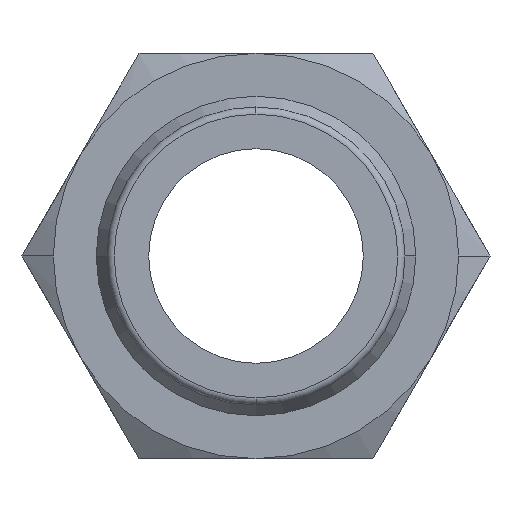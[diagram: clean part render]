
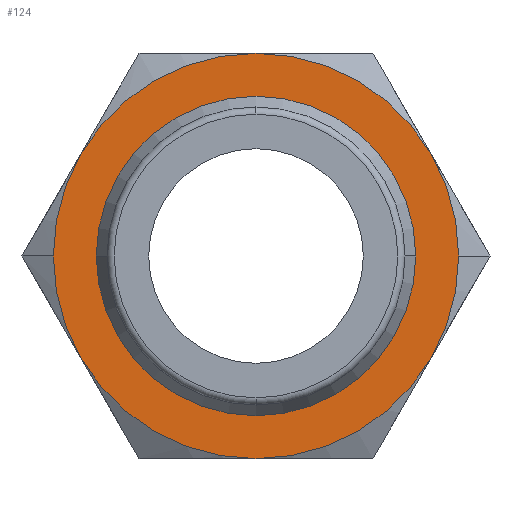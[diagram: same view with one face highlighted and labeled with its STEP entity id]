
A CAD part, front view. The second image highlights one B-rep face of the part: STEP entity #124.
In plain terms, the highlighted planar face has unit normal (0, -1, 0).
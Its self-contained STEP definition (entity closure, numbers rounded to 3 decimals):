
#124=ADVANCED_FACE('',(#258,#259),#260,.T.);
#258=FACE_OUTER_BOUND('',#401,.T.);
#259=FACE_BOUND('',#402,.T.);
#260=PLANE('',#403);
#401=EDGE_LOOP('',(#680,#681,#682,#683,#684,#685,#686,#687));
#402=EDGE_LOOP('',(#688,#689));
#403=AXIS2_PLACEMENT_3D('',#690,#691,#692);
#680=ORIENTED_EDGE('',*,*,#928,.T.);
#681=ORIENTED_EDGE('',*,*,#929,.T.);
#682=ORIENTED_EDGE('',*,*,#930,.T.);
#683=ORIENTED_EDGE('',*,*,#879,.T.);
#684=ORIENTED_EDGE('',*,*,#846,.T.);
#685=ORIENTED_EDGE('',*,*,#931,.T.);
#686=ORIENTED_EDGE('',*,*,#831,.T.);
#687=ORIENTED_EDGE('',*,*,#911,.T.);
#688=ORIENTED_EDGE('',*,*,#932,.F.);
#689=ORIENTED_EDGE('',*,*,#914,.F.);
#690=CARTESIAN_POINT('',(-4.25,14.0,0.0));
#691=DIRECTION('',(0.,-1.0,0.0));
#692=DIRECTION('',(-1.0,0.,0.0));
#831=EDGE_CURVE('',#981,#979,#982,.T.);
#846=EDGE_CURVE('',#1006,#1004,#1007,.T.);
#879=EDGE_CURVE('',#1023,#1006,#1059,.T.);
#911=EDGE_CURVE('',#979,#994,#1099,.T.);
#914=EDGE_CURVE('',#1101,#1103,#1104,.T.);
#928=EDGE_CURVE('',#994,#1120,#1121,.T.);
#929=EDGE_CURVE('',#1120,#1122,#1123,.T.);
#930=EDGE_CURVE('',#1122,#1023,#1124,.T.);
#931=EDGE_CURVE('',#1004,#981,#1125,.T.);
#932=EDGE_CURVE('',#1103,#1101,#1126,.T.);
#979=VERTEX_POINT('',#1177);
#981=VERTEX_POINT('',#1190);
#982=CIRCLE('',#1191,8.5);
#994=VERTEX_POINT('',#1228);
#1004=VERTEX_POINT('',#1263);
#1006=VERTEX_POINT('',#1266);
#1007=CIRCLE('',#1267,8.5);
#1023=VERTEX_POINT('',#1294);
#1059=CIRCLE('',#1372,8.5);
#1099=CIRCLE('',#1431,8.5);
#1101=VERTEX_POINT('',#1433);
#1103=VERTEX_POINT('',#1436);
#1104=CIRCLE('',#1437,6.7);
#1120=VERTEX_POINT('',#1458);
#1121=CIRCLE('',#1459,8.5);
#1122=VERTEX_POINT('',#1460);
#1123=CIRCLE('',#1461,8.5);
#1124=CIRCLE('',#1462,8.5);
#1125=CIRCLE('',#1463,8.5);
#1126=CIRCLE('',#1464,6.7);
#1177=CARTESIAN_POINT('',(0.,14.0,8.5));
#1190=CARTESIAN_POINT('',(7.361,14.0,4.25));
#1191=AXIS2_PLACEMENT_3D('',#1534,#1535,#1536);
#1228=CARTESIAN_POINT('',(-7.361,14.0,4.25));
#1263=CARTESIAN_POINT('',(8.5,14.0,0.));
#1266=CARTESIAN_POINT('',(7.361,14.0,-4.25));
#1267=AXIS2_PLACEMENT_3D('',#1544,#1545,#1546);
#1294=CARTESIAN_POINT('',(0.,14.0,-8.5));
#1372=AXIS2_PLACEMENT_3D('',#1592,#1593,#1594);
#1431=AXIS2_PLACEMENT_3D('',#1639,#1640,#1641);
#1433=CARTESIAN_POINT('',(6.7,14.0,0.));
#1436=CARTESIAN_POINT('',(-6.7,14.0,0.));
#1437=AXIS2_PLACEMENT_3D('',#1643,#1644,#1645);
#1458=CARTESIAN_POINT('',(-8.5,14.0,0.));
#1459=AXIS2_PLACEMENT_3D('',#1660,#1661,#1662);
#1460=CARTESIAN_POINT('',(-7.361,14.0,-4.25));
#1461=AXIS2_PLACEMENT_3D('',#1663,#1664,#1665);
#1462=AXIS2_PLACEMENT_3D('',#1666,#1667,#1668);
#1463=AXIS2_PLACEMENT_3D('',#1669,#1670,#1671);
#1464=AXIS2_PLACEMENT_3D('',#1672,#1673,#1674);
#1534=CARTESIAN_POINT('',(0.,14.0,0.0));
#1535=DIRECTION('',(0.,-1.0,0.0));
#1536=DIRECTION('',(-1.0,0.,0.0));
#1544=CARTESIAN_POINT('',(0.,14.0,0.0));
#1545=DIRECTION('',(0.,-1.0,0.0));
#1546=DIRECTION('',(-1.0,0.,0.0));
#1592=CARTESIAN_POINT('',(0.,14.0,0.0));
#1593=DIRECTION('',(0.,-1.0,0.0));
#1594=DIRECTION('',(-1.0,0.,0.0));
#1639=CARTESIAN_POINT('',(0.,14.0,0.0));
#1640=DIRECTION('',(0.,-1.0,0.0));
#1641=DIRECTION('',(-1.0,0.,0.0));
#1643=CARTESIAN_POINT('',(0.0,14.0,0.0));
#1644=DIRECTION('',(0.,-1.0,0.0));
#1645=DIRECTION('',(1.0,0.,0.0));
#1660=CARTESIAN_POINT('',(0.,14.0,0.0));
#1661=DIRECTION('',(0.,-1.0,0.0));
#1662=DIRECTION('',(-1.0,0.,0.0));
#1663=CARTESIAN_POINT('',(0.,14.0,0.0));
#1664=DIRECTION('',(0.,-1.0,0.0));
#1665=DIRECTION('',(-1.0,0.,0.0));
#1666=CARTESIAN_POINT('',(0.,14.0,0.0));
#1667=DIRECTION('',(0.,-1.0,0.0));
#1668=DIRECTION('',(-1.0,0.,0.0));
#1669=CARTESIAN_POINT('',(0.,14.0,0.0));
#1670=DIRECTION('',(0.,-1.0,0.0));
#1671=DIRECTION('',(-1.0,0.,0.0));
#1672=CARTESIAN_POINT('',(0.0,14.0,0.0));
#1673=DIRECTION('',(0.,-1.0,0.0));
#1674=DIRECTION('',(1.0,0.,0.0));
